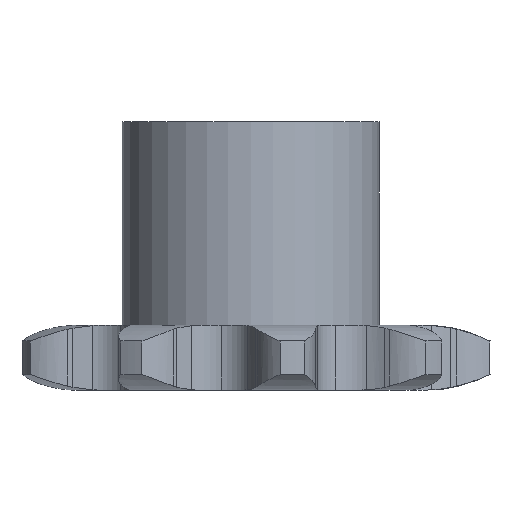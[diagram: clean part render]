
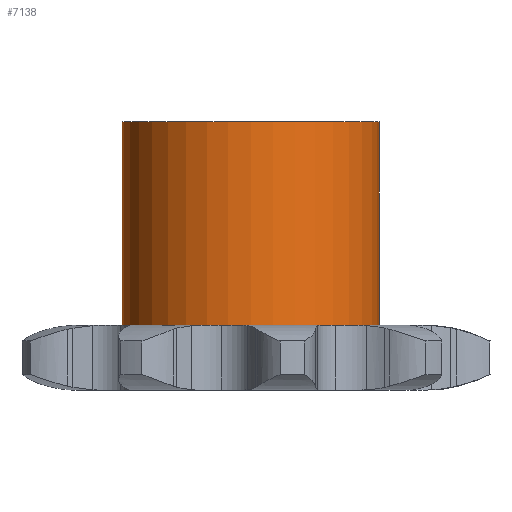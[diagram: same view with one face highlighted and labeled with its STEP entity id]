
A CAD part, left-side view. The second image highlights one B-rep face of the part: STEP entity #7138.
In plain terms, the highlighted cylindrical face has radius 5.75 mm (diameter 11.5 mm), a full revolution.
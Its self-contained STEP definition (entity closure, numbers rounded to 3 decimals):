
#515 = PLANE('',#516);
#516 = AXIS2_PLACEMENT_3D('',#517,#518,#519);
#517 = CARTESIAN_POINT('',(0.,0.,2.9));
#518 = DIRECTION('',(-0.,-0.,-1.));
#519 = DIRECTION('',(-1.,0.,0.));
#1897 = EDGE_CURVE('',#1898,#1898,#1900,.T.);
#1898 = VERTEX_POINT('',#1899);
#1899 = CARTESIAN_POINT('',(5.75,0.,2.9));
#1900 = SURFACE_CURVE('',#1901,(#1906,#1913),.PCURVE_S1.);
#1901 = CIRCLE('',#1902,5.75);
#1902 = AXIS2_PLACEMENT_3D('',#1903,#1904,#1905);
#1903 = CARTESIAN_POINT('',(0.,0.,2.9));
#1904 = DIRECTION('',(0.,0.,-1.));
#1905 = DIRECTION('',(1.,0.,0.));
#1906 = PCURVE('',#515,#1907);
#1907 = DEFINITIONAL_REPRESENTATION('',(#1908),#1912);
#1908 = CIRCLE('',#1909,5.75);
#1909 = AXIS2_PLACEMENT_2D('',#1910,#1911);
#1910 = CARTESIAN_POINT('',(0.,0.));
#1911 = DIRECTION('',(-1.,0.));
#1912 = ( GEOMETRIC_REPRESENTATION_CONTEXT(2) 
PARAMETRIC_REPRESENTATION_CONTEXT() REPRESENTATION_CONTEXT('2D SPACE',''
  ) );
#1913 = PCURVE('',#1914,#1919);
#1914 = CYLINDRICAL_SURFACE('',#1915,5.75);
#1915 = AXIS2_PLACEMENT_3D('',#1916,#1917,#1918);
#1916 = CARTESIAN_POINT('',(0.,0.,0.));
#1917 = DIRECTION('',(-0.,-0.,-1.));
#1918 = DIRECTION('',(1.,0.,0.));
#1919 = DEFINITIONAL_REPRESENTATION('',(#1920),#1924);
#1920 = LINE('',#1921,#1922);
#1921 = CARTESIAN_POINT('',(-6.283,-2.9));
#1922 = VECTOR('',#1923,1.);
#1923 = DIRECTION('',(1.,-0.));
#1924 = ( GEOMETRIC_REPRESENTATION_CONTEXT(2) 
PARAMETRIC_REPRESENTATION_CONTEXT() REPRESENTATION_CONTEXT('2D SPACE',''
  ) );
#7138 = ADVANCED_FACE('',(#7139),#1914,.T.);
#7139 = FACE_BOUND('',#7140,.F.);
#7140 = EDGE_LOOP('',(#7141,#7142,#7165,#7192));
#7141 = ORIENTED_EDGE('',*,*,#1897,.T.);
#7142 = ORIENTED_EDGE('',*,*,#7143,.T.);
#7143 = EDGE_CURVE('',#1898,#7144,#7146,.T.);
#7144 = VERTEX_POINT('',#7145);
#7145 = CARTESIAN_POINT('',(5.75,0.,12.));
#7146 = SEAM_CURVE('',#7147,(#7151,#7158),.PCURVE_S1.);
#7147 = LINE('',#7148,#7149);
#7148 = CARTESIAN_POINT('',(5.75,0.,0.));
#7149 = VECTOR('',#7150,1.);
#7150 = DIRECTION('',(0.,0.,1.));
#7151 = PCURVE('',#1914,#7152);
#7152 = DEFINITIONAL_REPRESENTATION('',(#7153),#7157);
#7153 = LINE('',#7154,#7155);
#7154 = CARTESIAN_POINT('',(-6.283,0.));
#7155 = VECTOR('',#7156,1.);
#7156 = DIRECTION('',(-0.,-1.));
#7157 = ( GEOMETRIC_REPRESENTATION_CONTEXT(2) 
PARAMETRIC_REPRESENTATION_CONTEXT() REPRESENTATION_CONTEXT('2D SPACE',''
  ) );
#7158 = PCURVE('',#1914,#7159);
#7159 = DEFINITIONAL_REPRESENTATION('',(#7160),#7164);
#7160 = LINE('',#7161,#7162);
#7161 = CARTESIAN_POINT('',(-0.,0.));
#7162 = VECTOR('',#7163,1.);
#7163 = DIRECTION('',(-0.,-1.));
#7164 = ( GEOMETRIC_REPRESENTATION_CONTEXT(2) 
PARAMETRIC_REPRESENTATION_CONTEXT() REPRESENTATION_CONTEXT('2D SPACE',''
  ) );
#7165 = ORIENTED_EDGE('',*,*,#7166,.T.);
#7166 = EDGE_CURVE('',#7144,#7144,#7167,.T.);
#7167 = SURFACE_CURVE('',#7168,(#7173,#7180),.PCURVE_S1.);
#7168 = CIRCLE('',#7169,5.75);
#7169 = AXIS2_PLACEMENT_3D('',#7170,#7171,#7172);
#7170 = CARTESIAN_POINT('',(0.,0.,12.));
#7171 = DIRECTION('',(0.,0.,1.));
#7172 = DIRECTION('',(1.,0.,0.));
#7173 = PCURVE('',#1914,#7174);
#7174 = DEFINITIONAL_REPRESENTATION('',(#7175),#7179);
#7175 = LINE('',#7176,#7177);
#7176 = CARTESIAN_POINT('',(-0.,-12.));
#7177 = VECTOR('',#7178,1.);
#7178 = DIRECTION('',(-1.,0.));
#7179 = ( GEOMETRIC_REPRESENTATION_CONTEXT(2) 
PARAMETRIC_REPRESENTATION_CONTEXT() REPRESENTATION_CONTEXT('2D SPACE',''
  ) );
#7180 = PCURVE('',#7181,#7186);
#7181 = PLANE('',#7182);
#7182 = AXIS2_PLACEMENT_3D('',#7183,#7184,#7185);
#7183 = CARTESIAN_POINT('',(0.,0.,12.)
  );
#7184 = DIRECTION('',(0.,0.,1.));
#7185 = DIRECTION('',(1.,0.,0.));
#7186 = DEFINITIONAL_REPRESENTATION('',(#7187),#7191);
#7187 = CIRCLE('',#7188,5.75);
#7188 = AXIS2_PLACEMENT_2D('',#7189,#7190);
#7189 = CARTESIAN_POINT('',(0.,0.));
#7190 = DIRECTION('',(1.,0.));
#7191 = ( GEOMETRIC_REPRESENTATION_CONTEXT(2) 
PARAMETRIC_REPRESENTATION_CONTEXT() REPRESENTATION_CONTEXT('2D SPACE',''
  ) );
#7192 = ORIENTED_EDGE('',*,*,#7143,.F.);
